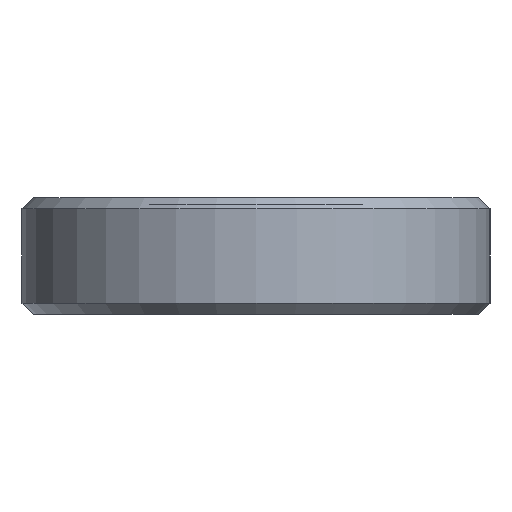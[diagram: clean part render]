
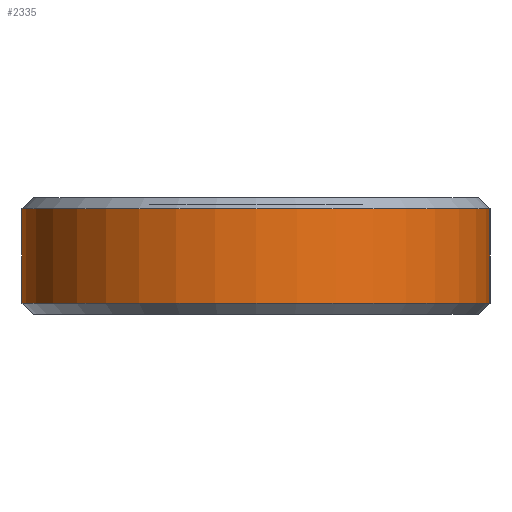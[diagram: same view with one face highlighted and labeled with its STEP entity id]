
A CAD part, left-side view. The second image highlights one B-rep face of the part: STEP entity #2335.
In plain terms, the highlighted cylindrical face has radius 6.25 mm (diameter 12.5 mm), a partial arc.
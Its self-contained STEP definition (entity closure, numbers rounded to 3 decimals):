
#45 = CONICAL_SURFACE('',#46,6.25,0.785);
#46 = AXIS2_PLACEMENT_3D('',#47,#48,#49);
#47 = CARTESIAN_POINT('',(0.,0.,0.3));
#48 = DIRECTION('',(0.,0.,1.));
#49 = DIRECTION('',(0.,1.,0.));
#857 = VERTEX_POINT('',#858);
#858 = CARTESIAN_POINT('',(0.,6.25,0.3));
#881 = VERTEX_POINT('',#882);
#882 = CARTESIAN_POINT('',(0.,-6.25,0.3));
#903 = EDGE_CURVE('',#857,#881,#904,.T.);
#904 = SURFACE_CURVE('',#905,(#910,#917),.PCURVE_S1.);
#905 = CIRCLE('',#906,6.25);
#906 = AXIS2_PLACEMENT_3D('',#907,#908,#909);
#907 = CARTESIAN_POINT('',(0.,0.,0.3));
#908 = DIRECTION('',(0.,-0.,1.));
#909 = DIRECTION('',(0.,1.,0.));
#910 = PCURVE('',#45,#911);
#911 = DEFINITIONAL_REPRESENTATION('',(#912),#916);
#912 = LINE('',#913,#914);
#913 = CARTESIAN_POINT('',(0.,0.));
#914 = VECTOR('',#915,1.);
#915 = DIRECTION('',(1.,0.));
#916 = ( GEOMETRIC_REPRESENTATION_CONTEXT(2) 
PARAMETRIC_REPRESENTATION_CONTEXT() REPRESENTATION_CONTEXT('2D SPACE',''
  ) );
#917 = PCURVE('',#918,#923);
#918 = CYLINDRICAL_SURFACE('',#919,6.25);
#919 = AXIS2_PLACEMENT_3D('',#920,#921,#922);
#920 = CARTESIAN_POINT('',(0.,0.,0.));
#921 = DIRECTION('',(-0.,-0.,-1.));
#922 = DIRECTION('',(1.,0.,0.));
#923 = DEFINITIONAL_REPRESENTATION('',(#924),#928);
#924 = LINE('',#925,#926);
#925 = CARTESIAN_POINT('',(-1.571,-0.3));
#926 = VECTOR('',#927,1.);
#927 = DIRECTION('',(-1.,0.));
#928 = ( GEOMETRIC_REPRESENTATION_CONTEXT(2) 
PARAMETRIC_REPRESENTATION_CONTEXT() REPRESENTATION_CONTEXT('2D SPACE',''
  ) );
#972 = PLANE('',#973);
#973 = AXIS2_PLACEMENT_3D('',#974,#975,#976);
#974 = CARTESIAN_POINT('',(0.,6.25,0.));
#975 = DIRECTION('',(0.,1.,0.));
#976 = DIRECTION('',(1.,0.,0.));
#1026 = PLANE('',#1027);
#1027 = AXIS2_PLACEMENT_3D('',#1028,#1029,#1030);
#1028 = CARTESIAN_POINT('',(0.,-6.25,0.));
#1029 = DIRECTION('',(0.,1.,0.));
#1030 = DIRECTION('',(1.,0.,0.));
#2335 = ADVANCED_FACE('',(#2336),#918,.T.);
#2336 = FACE_BOUND('',#2337,.F.);
#2337 = EDGE_LOOP('',(#2338,#2361,#2390,#2411));
#2338 = ORIENTED_EDGE('',*,*,#2339,.T.);
#2339 = EDGE_CURVE('',#857,#2340,#2342,.T.);
#2340 = VERTEX_POINT('',#2341);
#2341 = CARTESIAN_POINT('',(0.,6.25,2.825));
#2342 = SURFACE_CURVE('',#2343,(#2347,#2354),.PCURVE_S1.);
#2343 = LINE('',#2344,#2345);
#2344 = CARTESIAN_POINT('',(0.,6.25,0.));
#2345 = VECTOR('',#2346,1.);
#2346 = DIRECTION('',(0.,0.,1.));
#2347 = PCURVE('',#918,#2348);
#2348 = DEFINITIONAL_REPRESENTATION('',(#2349),#2353);
#2349 = LINE('',#2350,#2351);
#2350 = CARTESIAN_POINT('',(-1.571,0.));
#2351 = VECTOR('',#2352,1.);
#2352 = DIRECTION('',(-0.,-1.));
#2353 = ( GEOMETRIC_REPRESENTATION_CONTEXT(2) 
PARAMETRIC_REPRESENTATION_CONTEXT() REPRESENTATION_CONTEXT('2D SPACE',''
  ) );
#2354 = PCURVE('',#972,#2355);
#2355 = DEFINITIONAL_REPRESENTATION('',(#2356),#2360);
#2356 = LINE('',#2357,#2358);
#2357 = CARTESIAN_POINT('',(0.,0.));
#2358 = VECTOR('',#2359,1.);
#2359 = DIRECTION('',(0.,-1.));
#2360 = ( GEOMETRIC_REPRESENTATION_CONTEXT(2) 
PARAMETRIC_REPRESENTATION_CONTEXT() REPRESENTATION_CONTEXT('2D SPACE',''
  ) );
#2361 = ORIENTED_EDGE('',*,*,#2362,.T.);
#2362 = EDGE_CURVE('',#2340,#2363,#2365,.T.);
#2363 = VERTEX_POINT('',#2364);
#2364 = CARTESIAN_POINT('',(0.,-6.25,2.825));
#2365 = SURFACE_CURVE('',#2366,(#2371,#2378),.PCURVE_S1.);
#2366 = CIRCLE('',#2367,6.25);
#2367 = AXIS2_PLACEMENT_3D('',#2368,#2369,#2370);
#2368 = CARTESIAN_POINT('',(0.,0.,2.825));
#2369 = DIRECTION('',(0.,-0.,1.));
#2370 = DIRECTION('',(0.,1.,0.));
#2371 = PCURVE('',#918,#2372);
#2372 = DEFINITIONAL_REPRESENTATION('',(#2373),#2377);
#2373 = LINE('',#2374,#2375);
#2374 = CARTESIAN_POINT('',(-1.571,-2.825));
#2375 = VECTOR('',#2376,1.);
#2376 = DIRECTION('',(-1.,0.));
#2377 = ( GEOMETRIC_REPRESENTATION_CONTEXT(2) 
PARAMETRIC_REPRESENTATION_CONTEXT() REPRESENTATION_CONTEXT('2D SPACE',''
  ) );
#2378 = PCURVE('',#2379,#2384);
#2379 = CONICAL_SURFACE('',#2380,6.25,0.785);
#2380 = AXIS2_PLACEMENT_3D('',#2381,#2382,#2383);
#2381 = CARTESIAN_POINT('',(0.,0.,2.825));
#2382 = DIRECTION('',(-0.,-0.,-1.));
#2383 = DIRECTION('',(0.,1.,0.));
#2384 = DEFINITIONAL_REPRESENTATION('',(#2385),#2389);
#2385 = LINE('',#2386,#2387);
#2386 = CARTESIAN_POINT('',(-0.,-0.));
#2387 = VECTOR('',#2388,1.);
#2388 = DIRECTION('',(-1.,-0.));
#2389 = ( GEOMETRIC_REPRESENTATION_CONTEXT(2) 
PARAMETRIC_REPRESENTATION_CONTEXT() REPRESENTATION_CONTEXT('2D SPACE',''
  ) );
#2390 = ORIENTED_EDGE('',*,*,#2391,.F.);
#2391 = EDGE_CURVE('',#881,#2363,#2392,.T.);
#2392 = SURFACE_CURVE('',#2393,(#2397,#2404),.PCURVE_S1.);
#2393 = LINE('',#2394,#2395);
#2394 = CARTESIAN_POINT('',(0.,-6.25,0.));
#2395 = VECTOR('',#2396,1.);
#2396 = DIRECTION('',(0.,0.,1.));
#2397 = PCURVE('',#918,#2398);
#2398 = DEFINITIONAL_REPRESENTATION('',(#2399),#2403);
#2399 = LINE('',#2400,#2401);
#2400 = CARTESIAN_POINT('',(-4.712,0.));
#2401 = VECTOR('',#2402,1.);
#2402 = DIRECTION('',(-0.,-1.));
#2403 = ( GEOMETRIC_REPRESENTATION_CONTEXT(2) 
PARAMETRIC_REPRESENTATION_CONTEXT() REPRESENTATION_CONTEXT('2D SPACE',''
  ) );
#2404 = PCURVE('',#1026,#2405);
#2405 = DEFINITIONAL_REPRESENTATION('',(#2406),#2410);
#2406 = LINE('',#2407,#2408);
#2407 = CARTESIAN_POINT('',(0.,0.));
#2408 = VECTOR('',#2409,1.);
#2409 = DIRECTION('',(0.,-1.));
#2410 = ( GEOMETRIC_REPRESENTATION_CONTEXT(2) 
PARAMETRIC_REPRESENTATION_CONTEXT() REPRESENTATION_CONTEXT('2D SPACE',''
  ) );
#2411 = ORIENTED_EDGE('',*,*,#903,.F.);
